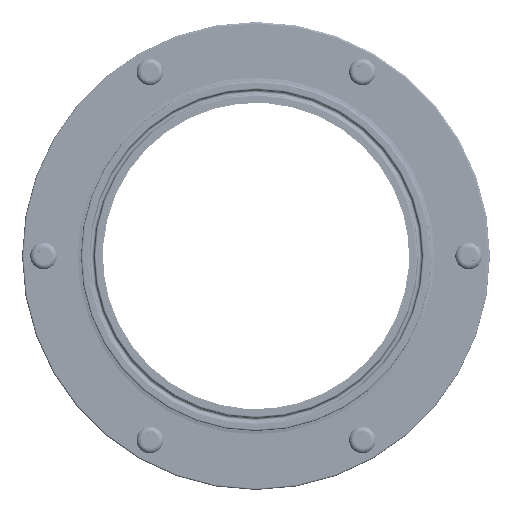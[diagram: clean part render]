
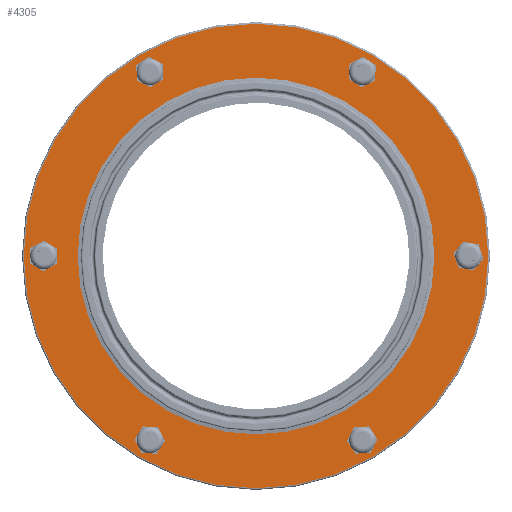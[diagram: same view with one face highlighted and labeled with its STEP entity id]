
A CAD part, front view. The second image highlights one B-rep face of the part: STEP entity #4305.
In plain terms, the highlighted face is planar.
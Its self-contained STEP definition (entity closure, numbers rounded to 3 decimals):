
#352=FACE_BOUND('',#691,.T.);
#353=FACE_BOUND('',#692,.T.);
#354=FACE_BOUND('',#693,.T.);
#355=FACE_BOUND('',#694,.T.);
#356=FACE_BOUND('',#695,.T.);
#357=FACE_BOUND('',#696,.T.);
#358=FACE_BOUND('',#697,.T.);
#378=PLANE('',#4724);
#437=FACE_OUTER_BOUND('',#690,.T.);
#690=EDGE_LOOP('',(#3031));
#691=EDGE_LOOP('',(#3032));
#692=EDGE_LOOP('',(#3033));
#693=EDGE_LOOP('',(#3034));
#694=EDGE_LOOP('',(#3035));
#695=EDGE_LOOP('',(#3036));
#696=EDGE_LOOP('',(#3037));
#697=EDGE_LOOP('',(#3038));
#1370=CIRCLE('',#4651,4.1);
#1372=CIRCLE('',#4654,4.1);
#1374=CIRCLE('',#4657,4.1);
#1376=CIRCLE('',#4660,4.1);
#1378=CIRCLE('',#4663,4.1);
#1380=CIRCLE('',#4666,4.1);
#1394=CIRCLE('',#4687,110.7);
#1395=CIRCLE('',#4689,85.);
#1787=VERTEX_POINT('',#6965);
#1789=VERTEX_POINT('',#6971);
#1791=VERTEX_POINT('',#6977);
#1793=VERTEX_POINT('',#6983);
#1795=VERTEX_POINT('',#6989);
#1797=VERTEX_POINT('',#6995);
#1808=VERTEX_POINT('',#7031);
#1809=VERTEX_POINT('',#7035);
#2235=EDGE_CURVE('',#1787,#1787,#1370,.T.);
#2238=EDGE_CURVE('',#1789,#1789,#1372,.T.);
#2241=EDGE_CURVE('',#1791,#1791,#1374,.T.);
#2244=EDGE_CURVE('',#1793,#1793,#1376,.T.);
#2247=EDGE_CURVE('',#1795,#1795,#1378,.T.);
#2250=EDGE_CURVE('',#1797,#1797,#1380,.T.);
#2268=EDGE_CURVE('',#1808,#1808,#1394,.T.);
#2269=EDGE_CURVE('',#1809,#1809,#1395,.T.);
#3031=ORIENTED_EDGE('',*,*,#2268,.F.);
#3032=ORIENTED_EDGE('',*,*,#2269,.T.);
#3033=ORIENTED_EDGE('',*,*,#2235,.F.);
#3034=ORIENTED_EDGE('',*,*,#2238,.F.);
#3035=ORIENTED_EDGE('',*,*,#2241,.F.);
#3036=ORIENTED_EDGE('',*,*,#2244,.F.);
#3037=ORIENTED_EDGE('',*,*,#2247,.F.);
#3038=ORIENTED_EDGE('',*,*,#2250,.F.);
#4305=ADVANCED_FACE('',(#437,#352,#353,#354,#355,#356,#357,#358),#378,.F.);
#4651=AXIS2_PLACEMENT_3D('',#6967,#5376,#5377);
#4654=AXIS2_PLACEMENT_3D('',#6973,#5383,#5384);
#4657=AXIS2_PLACEMENT_3D('',#6979,#5390,#5391);
#4660=AXIS2_PLACEMENT_3D('',#6985,#5397,#5398);
#4663=AXIS2_PLACEMENT_3D('',#6991,#5404,#5405);
#4666=AXIS2_PLACEMENT_3D('',#6997,#5411,#5412);
#4687=AXIS2_PLACEMENT_3D('',#7033,#5457,#5458);
#4689=AXIS2_PLACEMENT_3D('',#7036,#5461,#5462);
#4724=AXIS2_PLACEMENT_3D('',#7093,#5537,#5538);
#5376=DIRECTION('center_axis',(0.,1.,0.));
#5377=DIRECTION('ref_axis',(0.,0.,1.));
#5383=DIRECTION('center_axis',(0.,1.,0.));
#5384=DIRECTION('ref_axis',(0.,0.,1.));
#5390=DIRECTION('center_axis',(0.,1.,0.));
#5391=DIRECTION('ref_axis',(0.,0.,1.));
#5397=DIRECTION('center_axis',(0.,1.,0.));
#5398=DIRECTION('ref_axis',(0.,0.,1.));
#5404=DIRECTION('center_axis',(0.,1.,0.));
#5405=DIRECTION('ref_axis',(0.,0.,1.));
#5411=DIRECTION('center_axis',(0.,1.,0.));
#5412=DIRECTION('ref_axis',(0.,0.,1.));
#5457=DIRECTION('center_axis',(0.,-1.,0.));
#5458=DIRECTION('ref_axis',(0.,0.,-1.));
#5461=DIRECTION('center_axis',(0.,-1.,0.));
#5462=DIRECTION('ref_axis',(0.,0.,-1.));
#5537=DIRECTION('center_axis',(0.,-1.,0.));
#5538=DIRECTION('ref_axis',(0.,0.,-1.));
#6965=CARTESIAN_POINT('',(-101.25,-38.6,-4.1));
#6967=CARTESIAN_POINT('Origin',(-101.25,-38.6,0.));
#6971=CARTESIAN_POINT('',(-50.625,-38.6,83.585));
#6973=CARTESIAN_POINT('Origin',(-50.625,-38.6,87.685));
#6977=CARTESIAN_POINT('',(50.625,-38.6,83.585));
#6979=CARTESIAN_POINT('Origin',(50.625,-38.6,87.685));
#6983=CARTESIAN_POINT('',(101.25,-38.6,-4.1));
#6985=CARTESIAN_POINT('Origin',(101.25,-38.6,0.));
#6989=CARTESIAN_POINT('',(50.625,-38.6,-91.785));
#6991=CARTESIAN_POINT('Origin',(50.625,-38.6,-87.685));
#6995=CARTESIAN_POINT('',(-50.625,-38.6,-91.785));
#6997=CARTESIAN_POINT('Origin',(-50.625,-38.6,-87.685));
#7031=CARTESIAN_POINT('',(0.,-38.6,110.7));
#7033=CARTESIAN_POINT('Origin',(0.,-38.6,0.));
#7035=CARTESIAN_POINT('',(0.,-38.6,85.));
#7036=CARTESIAN_POINT('Origin',(0.,-38.6,0.));
#7093=CARTESIAN_POINT('Origin',(0.,-38.6,85.));
